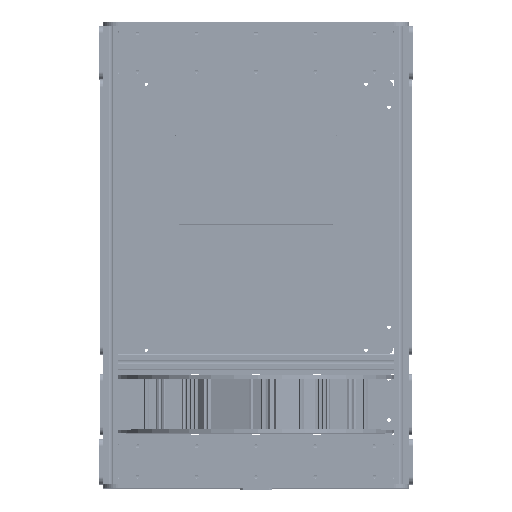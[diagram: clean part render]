
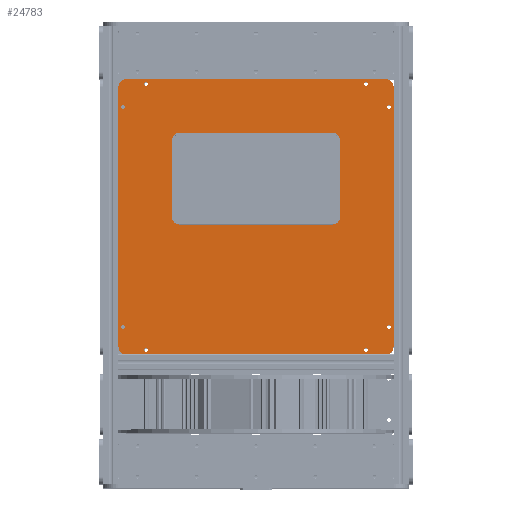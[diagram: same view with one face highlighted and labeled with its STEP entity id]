
A CAD part, top view. The second image highlights one B-rep face of the part: STEP entity #24783.
In plain terms, the highlighted face is planar.
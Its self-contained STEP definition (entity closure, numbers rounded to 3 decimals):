
#1608=FACE_BOUND('',#5348,.T.);
#1609=FACE_BOUND('',#5349,.T.);
#1610=FACE_BOUND('',#5350,.T.);
#1611=FACE_BOUND('',#5351,.T.);
#1612=FACE_BOUND('',#5352,.T.);
#1613=FACE_BOUND('',#5353,.T.);
#1614=FACE_BOUND('',#5354,.T.);
#1615=FACE_BOUND('',#5355,.T.);
#1616=FACE_BOUND('',#5356,.T.);
#1617=FACE_BOUND('',#5357,.T.);
#1618=FACE_BOUND('',#5358,.T.);
#1619=FACE_BOUND('',#5359,.T.);
#1620=FACE_BOUND('',#5360,.T.);
#2109=PLANE('',#27574);
#3229=FACE_OUTER_BOUND('',#5347,.T.);
#5347=EDGE_LOOP('',(#22321,#22322,#22323,#22324,#22325,#22326,#22327,#22328));
#5348=EDGE_LOOP('',(#22329));
#5349=EDGE_LOOP('',(#22330));
#5350=EDGE_LOOP('',(#22331));
#5351=EDGE_LOOP('',(#22332));
#5352=EDGE_LOOP('',(#22333,#22334,#22335,#22336));
#5353=EDGE_LOOP('',(#22337));
#5354=EDGE_LOOP('',(#22338));
#5355=EDGE_LOOP('',(#22339));
#5356=EDGE_LOOP('',(#22340));
#5357=EDGE_LOOP('',(#22341));
#5358=EDGE_LOOP('',(#22342));
#5359=EDGE_LOOP('',(#22343));
#5360=EDGE_LOOP('',(#22344));
#7202=LINE('',#41492,#9159);
#7205=LINE('',#41498,#9162);
#7208=LINE('',#41504,#9165);
#7211=LINE('',#41508,#9168);
#7216=LINE('',#41523,#9173);
#7222=LINE('',#41560,#9179);
#7234=LINE('',#41603,#9191);
#7235=LINE('',#41605,#9192);
#9159=VECTOR('',#33959,10.);
#9162=VECTOR('',#33964,10.);
#9165=VECTOR('',#33969,10.);
#9168=VECTOR('',#33974,10.);
#9173=VECTOR('',#33987,10.);
#9179=VECTOR('',#34023,10.);
#9191=VECTOR('',#34077,10.);
#9192=VECTOR('',#34080,10.);
#10688=CIRCLE('',#27518,1.5);
#10690=CIRCLE('',#27521,1.5);
#10692=CIRCLE('',#27524,1.5);
#10694=CIRCLE('',#27527,1.5);
#10696=CIRCLE('',#27534,10.);
#10709=CIRCLE('',#27550,10.);
#10710=CIRCLE('',#27553,10.);
#10711=CIRCLE('',#27555,10.);
#10712=CIRCLE('',#27557,2.5);
#10713=CIRCLE('',#27559,2.5);
#10714=CIRCLE('',#27561,2.5);
#10715=CIRCLE('',#27563,2.5);
#10716=CIRCLE('',#27565,2.5);
#10717=CIRCLE('',#27567,2.5);
#10718=CIRCLE('',#27569,2.5);
#10719=CIRCLE('',#27571,2.5);
#12744=VERTEX_POINT('',#41462);
#12746=VERTEX_POINT('',#41468);
#12748=VERTEX_POINT('',#41474);
#12750=VERTEX_POINT('',#41480);
#12754=VERTEX_POINT('',#41489);
#12755=VERTEX_POINT('',#41491);
#12757=VERTEX_POINT('',#41497);
#12759=VERTEX_POINT('',#41503);
#12760=VERTEX_POINT('',#41510);
#12761=VERTEX_POINT('',#41511);
#12765=VERTEX_POINT('',#41521);
#12779=VERTEX_POINT('',#41553);
#12780=VERTEX_POINT('',#41554);
#12781=VERTEX_POINT('',#41559);
#12782=VERTEX_POINT('',#41563);
#12783=VERTEX_POINT('',#41567);
#12784=VERTEX_POINT('',#41571);
#12785=VERTEX_POINT('',#41575);
#12786=VERTEX_POINT('',#41579);
#12787=VERTEX_POINT('',#41583);
#12788=VERTEX_POINT('',#41587);
#12789=VERTEX_POINT('',#41591);
#12790=VERTEX_POINT('',#41595);
#12791=VERTEX_POINT('',#41599);
#15948=EDGE_CURVE('',#12744,#12744,#10688,.T.);
#15951=EDGE_CURVE('',#12746,#12746,#10690,.T.);
#15954=EDGE_CURVE('',#12748,#12748,#10692,.T.);
#15957=EDGE_CURVE('',#12750,#12750,#10694,.T.);
#15962=EDGE_CURVE('',#12755,#12754,#7202,.T.);
#15965=EDGE_CURVE('',#12757,#12755,#7205,.T.);
#15968=EDGE_CURVE('',#12759,#12757,#7208,.T.);
#15971=EDGE_CURVE('',#12754,#12759,#7211,.T.);
#15972=EDGE_CURVE('',#12760,#12761,#10696,.T.);
#15978=EDGE_CURVE('',#12760,#12765,#7216,.T.);
#15993=EDGE_CURVE('',#12779,#12780,#10709,.T.);
#15996=EDGE_CURVE('',#12781,#12780,#7222,.T.);
#15998=EDGE_CURVE('',#12781,#12782,#10710,.T.);
#16000=EDGE_CURVE('',#12783,#12765,#10711,.T.);
#16002=EDGE_CURVE('',#12784,#12784,#10712,.T.);
#16004=EDGE_CURVE('',#12785,#12785,#10713,.T.);
#16006=EDGE_CURVE('',#12786,#12786,#10714,.T.);
#16008=EDGE_CURVE('',#12787,#12787,#10715,.T.);
#16010=EDGE_CURVE('',#12788,#12788,#10716,.T.);
#16012=EDGE_CURVE('',#12789,#12789,#10717,.T.);
#16014=EDGE_CURVE('',#12790,#12790,#10718,.T.);
#16016=EDGE_CURVE('',#12791,#12791,#10719,.T.);
#16018=EDGE_CURVE('',#12783,#12782,#7234,.T.);
#16019=EDGE_CURVE('',#12779,#12761,#7235,.T.);
#22321=ORIENTED_EDGE('',*,*,#15972,.F.);
#22322=ORIENTED_EDGE('',*,*,#15978,.T.);
#22323=ORIENTED_EDGE('',*,*,#16000,.F.);
#22324=ORIENTED_EDGE('',*,*,#16018,.T.);
#22325=ORIENTED_EDGE('',*,*,#15998,.F.);
#22326=ORIENTED_EDGE('',*,*,#15996,.T.);
#22327=ORIENTED_EDGE('',*,*,#15993,.F.);
#22328=ORIENTED_EDGE('',*,*,#16019,.T.);
#22329=ORIENTED_EDGE('',*,*,#15948,.T.);
#22330=ORIENTED_EDGE('',*,*,#15951,.T.);
#22331=ORIENTED_EDGE('',*,*,#15954,.T.);
#22332=ORIENTED_EDGE('',*,*,#15957,.T.);
#22333=ORIENTED_EDGE('',*,*,#15968,.T.);
#22334=ORIENTED_EDGE('',*,*,#15965,.T.);
#22335=ORIENTED_EDGE('',*,*,#15962,.T.);
#22336=ORIENTED_EDGE('',*,*,#15971,.T.);
#22337=ORIENTED_EDGE('',*,*,#16002,.T.);
#22338=ORIENTED_EDGE('',*,*,#16004,.T.);
#22339=ORIENTED_EDGE('',*,*,#16006,.T.);
#22340=ORIENTED_EDGE('',*,*,#16008,.T.);
#22341=ORIENTED_EDGE('',*,*,#16010,.T.);
#22342=ORIENTED_EDGE('',*,*,#16012,.T.);
#22343=ORIENTED_EDGE('',*,*,#16014,.T.);
#22344=ORIENTED_EDGE('',*,*,#16016,.T.);
#24783=ADVANCED_FACE('',(#3229,#1608,#1609,#1610,#1611,#1612,#1613,#1614,
#1615,#1616,#1617,#1618,#1619,#1620),#2109,.T.);
#27518=AXIS2_PLACEMENT_3D('',#41463,#33929,#33930);
#27521=AXIS2_PLACEMENT_3D('',#41469,#33936,#33937);
#27524=AXIS2_PLACEMENT_3D('',#41475,#33943,#33944);
#27527=AXIS2_PLACEMENT_3D('',#41481,#33950,#33951);
#27534=AXIS2_PLACEMENT_3D('',#41512,#33977,#33978);
#27550=AXIS2_PLACEMENT_3D('',#41555,#34017,#34018);
#27553=AXIS2_PLACEMENT_3D('',#41564,#34027,#34028);
#27555=AXIS2_PLACEMENT_3D('',#41568,#34032,#34033);
#27557=AXIS2_PLACEMENT_3D('',#41572,#34037,#34038);
#27559=AXIS2_PLACEMENT_3D('',#41576,#34042,#34043);
#27561=AXIS2_PLACEMENT_3D('',#41580,#34047,#34048);
#27563=AXIS2_PLACEMENT_3D('',#41584,#34052,#34053);
#27565=AXIS2_PLACEMENT_3D('',#41588,#34057,#34058);
#27567=AXIS2_PLACEMENT_3D('',#41592,#34062,#34063);
#27569=AXIS2_PLACEMENT_3D('',#41596,#34067,#34068);
#27571=AXIS2_PLACEMENT_3D('',#41600,#34072,#34073);
#27574=AXIS2_PLACEMENT_3D('',#41606,#34081,#34082);
#33929=DIRECTION('center_axis',(0.,-1.,0.));
#33930=DIRECTION('ref_axis',(1.,0.,0.));
#33936=DIRECTION('center_axis',(0.,-1.,0.));
#33937=DIRECTION('ref_axis',(1.,0.,0.));
#33943=DIRECTION('center_axis',(0.,-1.,0.));
#33944=DIRECTION('ref_axis',(1.,0.,0.));
#33950=DIRECTION('center_axis',(0.,-1.,0.));
#33951=DIRECTION('ref_axis',(1.,0.,0.));
#33959=DIRECTION('',(0.,0.,-1.));
#33964=DIRECTION('',(-1.,0.,0.));
#33969=DIRECTION('',(0.,0.,1.));
#33974=DIRECTION('',(1.,0.,0.));
#33977=DIRECTION('center_axis',(0.,-1.,0.));
#33978=DIRECTION('ref_axis',(-0.707,0.,-0.707));
#33987=DIRECTION('',(0.,0.,1.));
#34017=DIRECTION('center_axis',(0.,-1.,0.));
#34018=DIRECTION('ref_axis',(0.707,0.,-0.707));
#34023=DIRECTION('',(0.,0.,-1.));
#34027=DIRECTION('center_axis',(0.,-1.,0.));
#34028=DIRECTION('ref_axis',(0.707,0.,0.707));
#34032=DIRECTION('center_axis',(0.,-1.,0.));
#34033=DIRECTION('ref_axis',(-0.707,0.,0.707));
#34037=DIRECTION('center_axis',(0.,-1.,0.));
#34038=DIRECTION('ref_axis',(1.,0.,0.));
#34042=DIRECTION('center_axis',(0.,-1.,0.));
#34043=DIRECTION('ref_axis',(1.,0.,0.));
#34047=DIRECTION('center_axis',(0.,-1.,0.));
#34048=DIRECTION('ref_axis',(1.,0.,0.));
#34052=DIRECTION('center_axis',(0.,-1.,0.));
#34053=DIRECTION('ref_axis',(1.,0.,0.));
#34057=DIRECTION('center_axis',(0.,-1.,0.));
#34058=DIRECTION('ref_axis',(1.,0.,0.));
#34062=DIRECTION('center_axis',(0.,-1.,0.));
#34063=DIRECTION('ref_axis',(1.,0.,0.));
#34067=DIRECTION('center_axis',(0.,-1.,0.));
#34068=DIRECTION('ref_axis',(1.,0.,0.));
#34072=DIRECTION('center_axis',(0.,-1.,0.));
#34073=DIRECTION('ref_axis',(1.,0.,0.));
#34077=DIRECTION('',(1.,0.,0.));
#34080=DIRECTION('',(-1.,0.,0.));
#34081=DIRECTION('center_axis',(0.,1.,0.));
#34082=DIRECTION('ref_axis',(0.,0.,1.));
#41462=CARTESIAN_POINT('',(-106.5,5.,5.));
#41463=CARTESIAN_POINT('Origin',(-105.,5.,5.));
#41468=CARTESIAN_POINT('',(103.5,5.,-105.));
#41469=CARTESIAN_POINT('Origin',(105.,5.,-105.));
#41474=CARTESIAN_POINT('',(103.5,5.,5.));
#41475=CARTESIAN_POINT('Origin',(105.,5.,5.));
#41480=CARTESIAN_POINT('',(-106.5,5.,-105.));
#41481=CARTESIAN_POINT('Origin',(-105.,5.,-105.));
#41489=CARTESIAN_POINT('',(-100.,5.,-100.));
#41491=CARTESIAN_POINT('',(-100.,5.,0.));
#41492=CARTESIAN_POINT('',(-100.,5.,0.));
#41497=CARTESIAN_POINT('',(100.,5.,0.));
#41498=CARTESIAN_POINT('',(50.,5.,0.));
#41503=CARTESIAN_POINT('',(100.,5.,-100.));
#41504=CARTESIAN_POINT('',(100.,5.,-50.));
#41508=CARTESIAN_POINT('',(-50.,5.,-100.));
#41510=CARTESIAN_POINT('',(-180.,5.,-170.));
#41511=CARTESIAN_POINT('',(-170.,5.,-180.));
#41512=CARTESIAN_POINT('Origin',(-170.,5.,-170.));
#41521=CARTESIAN_POINT('',(-180.,5.,170.));
#41523=CARTESIAN_POINT('',(-180.,5.,-180.));
#41553=CARTESIAN_POINT('',(170.,5.,-180.));
#41554=CARTESIAN_POINT('',(180.,5.,-170.));
#41555=CARTESIAN_POINT('Origin',(170.,5.,-170.));
#41559=CARTESIAN_POINT('',(180.,5.,170.));
#41560=CARTESIAN_POINT('',(180.,5.,180.));
#41563=CARTESIAN_POINT('',(170.,5.,180.));
#41564=CARTESIAN_POINT('Origin',(170.,5.,170.));
#41567=CARTESIAN_POINT('',(-170.,5.,180.));
#41568=CARTESIAN_POINT('Origin',(-170.,5.,170.));
#41571=CARTESIAN_POINT('',(171.5,5.,-144.));
#41572=CARTESIAN_POINT('Origin',(174.,5.,-144.));
#41575=CARTESIAN_POINT('',(-146.5,5.,174.));
#41576=CARTESIAN_POINT('Origin',(-144.,5.,174.));
#41579=CARTESIAN_POINT('',(171.5,5.,144.));
#41580=CARTESIAN_POINT('Origin',(174.,5.,144.));
#41583=CARTESIAN_POINT('',(-146.5,5.,-174.));
#41584=CARTESIAN_POINT('Origin',(-144.,5.,-174.));
#41587=CARTESIAN_POINT('',(141.5,5.,-174.));
#41588=CARTESIAN_POINT('Origin',(144.,5.,-174.));
#41591=CARTESIAN_POINT('',(-176.5,5.,144.));
#41592=CARTESIAN_POINT('Origin',(-174.,5.,144.));
#41595=CARTESIAN_POINT('',(141.5,5.,174.));
#41596=CARTESIAN_POINT('Origin',(144.,5.,174.));
#41599=CARTESIAN_POINT('',(-176.5,5.,-144.));
#41600=CARTESIAN_POINT('Origin',(-174.,5.,-144.));
#41603=CARTESIAN_POINT('',(-180.,5.,180.));
#41605=CARTESIAN_POINT('',(180.,5.,-180.));
#41606=CARTESIAN_POINT('Origin',(0.,5.,0.));
